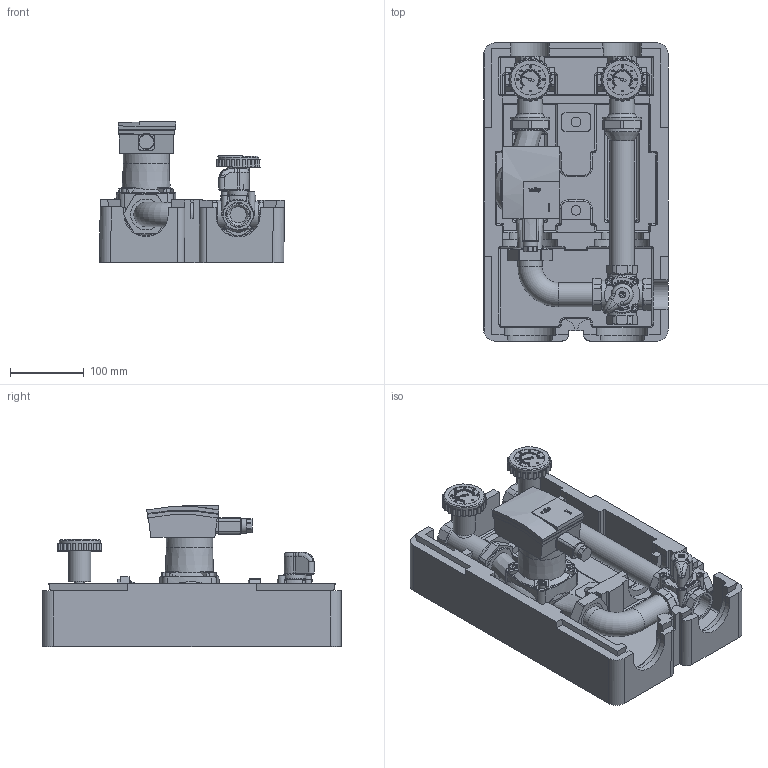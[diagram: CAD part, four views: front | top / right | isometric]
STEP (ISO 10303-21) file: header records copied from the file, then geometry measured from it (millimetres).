
FILE_DESCRIPTION(/* description */ (''),/* implementation_level */ '2;1');
FILE_NAME(/* name */ 'SMR4125-DN25_Wilo_bez pokrywy.stp',/* time_stamp */ '2015-11-26T21:36:50+01:00',/* author */ ('ARTUR'),/* organization */ (''),/* preprocessor_version */ 'ST-DEVELOPER v15.6',/* originating_system */ 'Autodesk Inventor 2015',/* authorisation */ '');
FILE_SCHEMA (('CONFIG_CONTROL_DESIGN'));
Products named in the file (1): SMR4125-DN25_Wilo_bez pokrywy
Bounding box: 250.39 x 405 x 192.75 mm (x, y, z)
Volume: 5811520 mm3; surface area: 625889.1 mm2
Topology: 1 solids, 1 shells, 3103 faces, 8535 edges, 5537 vertices
Faces by surface type: plane 1847, cylinder 713, bspline 306, cone 114, torus 76, sphere 47
Full cylindrical faces by diameter (mm): 4.917 x2, 6.5 x2, 8.5 x1, 9 x1, 10 x6, 12 x1, 13 x2, 13.654 x2, 20 x2, 21 x1, 25 x2, 30 x2, 32 x2, 33 x5, 35 x2, 39 x4, 40 x1, 42 x3, 42.5 x1, 47 x1, 48.3 x2, 52 x2, 56 x2, 63 x1
Entity records: 108530 total; most frequent: CARTESIAN_POINT 29631, ORIENTED_EDGE 16726, DIRECTION 14950, EDGE_CURVE 8363, LINE 5668, VECTOR 5668, VERTEX_POINT 5498, AXIS2_PLACEMENT_3D 4641
